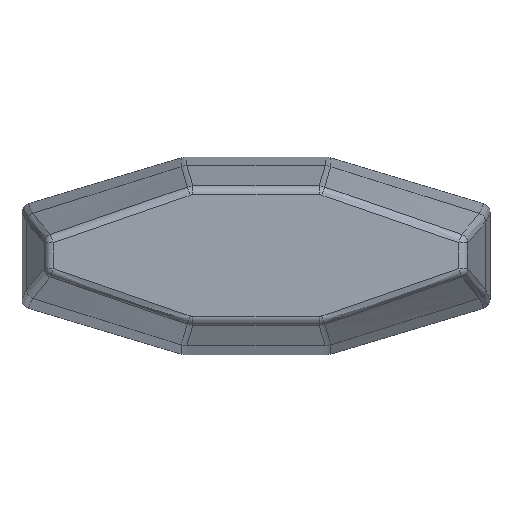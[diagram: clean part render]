
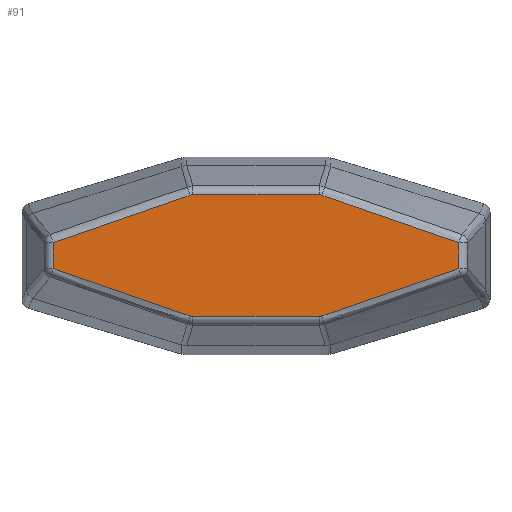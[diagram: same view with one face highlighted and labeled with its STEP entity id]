
A CAD part, top view. The second image highlights one B-rep face of the part: STEP entity #91.
In plain terms, the highlighted planar face has unit normal (0, 0, 1).
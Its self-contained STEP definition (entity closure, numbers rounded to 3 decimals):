
#91 = ADVANCED_FACE( '', ( #227 ), #228, .T. );
#227 = FACE_OUTER_BOUND( '', #485, .T. );
#228 = PLANE( '', #486 );
#485 = EDGE_LOOP( '', ( #1235, #1236, #1237, #1238, #1239, #1240, #1241, #1242, #1243, #1244, #1245, #1246 ) );
#486 = AXIS2_PLACEMENT_3D( '', #1247, #1248, #1249 );
#1235 = ORIENTED_EDGE( '', *, *, #1623, .F. );
#1236 = ORIENTED_EDGE( '', *, *, #1624, .T. );
#1237 = ORIENTED_EDGE( '', *, *, #1608, .T. );
#1238 = ORIENTED_EDGE( '', *, *, #1625, .T. );
#1239 = ORIENTED_EDGE( '', *, *, #1626, .F. );
#1240 = ORIENTED_EDGE( '', *, *, #1627, .T. );
#1241 = ORIENTED_EDGE( '', *, *, #1621, .F. );
#1242 = ORIENTED_EDGE( '', *, *, #1628, .T. );
#1243 = ORIENTED_EDGE( '', *, *, #1629, .T. );
#1244 = ORIENTED_EDGE( '', *, *, #1630, .T. );
#1245 = ORIENTED_EDGE( '', *, *, #1631, .F. );
#1246 = ORIENTED_EDGE( '', *, *, #1598, .T. );
#1247 = CARTESIAN_POINT( '', ( 0., 0., 11.5 ) );
#1248 = DIRECTION( '', ( 0., 0., 1. ) );
#1249 = DIRECTION( '', ( 1., 0., 0. ) );
#1598 = EDGE_CURVE( '', #1789, #1787, #1790, .T. );
#1608 = EDGE_CURVE( '', #1806, #1807, #1808, .T. );
#1621 = EDGE_CURVE( '', #1828, #1824, #1830, .T. );
#1623 = EDGE_CURVE( '', #1832, #1787, #1833, .T. );
#1624 = EDGE_CURVE( '', #1832, #1806, #1834, .T. );
#1625 = EDGE_CURVE( '', #1807, #1835, #1836, .T. );
#1626 = EDGE_CURVE( '', #1837, #1835, #1838, .T. );
#1627 = EDGE_CURVE( '', #1837, #1824, #1839, .T. );
#1628 = EDGE_CURVE( '', #1828, #1840, #1841, .T. );
#1629 = EDGE_CURVE( '', #1840, #1842, #1843, .T. );
#1630 = EDGE_CURVE( '', #1842, #1844, #1845, .T. );
#1631 = EDGE_CURVE( '', #1789, #1844, #1846, .T. );
#1787 = VERTEX_POINT( '', #2059 );
#1789 = VERTEX_POINT( '', #2061 );
#1790 = LINE( '', #2062, #2063 );
#1806 = VERTEX_POINT( '', #2161 );
#1807 = VERTEX_POINT( '', #2162 );
#1808 = LINE( '', #2163, #2164 );
#1824 = VERTEX_POINT( '', #2222 );
#1828 = VERTEX_POINT( '', #2235 );
#1830 = B_SPLINE_CURVE_WITH_KNOTS( '', 3, ( #2237, #2238, #2239, #2240, #2241, #2242, #2243, #2244 ), .UNSPECIFIED., .F., .F., ( 4, 2, 2, 4 ), ( 0., 0., 0., 0. ), .UNSPECIFIED. );
#1832 = VERTEX_POINT( '', #2246 );
#1833 = B_SPLINE_CURVE_WITH_KNOTS( '', 3, ( #2247, #2248, #2249, #2250, #2251, #2252, #2253, #2254 ), .UNSPECIFIED., .F., .F., ( 4, 2, 2, 4 ), ( 0., 0., 0., 0. ), .UNSPECIFIED. );
#1834 = B_SPLINE_CURVE_WITH_KNOTS( '', 3, ( #2255, #2256, #2257, #2258 ), .UNSPECIFIED., .F., .F., ( 4, 4 ), ( 0., 0.008 ), .UNSPECIFIED. );
#1835 = VERTEX_POINT( '', #2259 );
#1836 = B_SPLINE_CURVE_WITH_KNOTS( '', 3, ( #2260, #2261, #2262, #2263 ), .UNSPECIFIED., .F., .F., ( 4, 4 ), ( 0., 0.008 ), .UNSPECIFIED. );
#1837 = VERTEX_POINT( '', #2264 );
#1838 = B_SPLINE_CURVE_WITH_KNOTS( '', 3, ( #2265, #2266, #2267, #2268, #2269, #2270, #2271, #2272 ), .UNSPECIFIED., .F., .F., ( 4, 2, 2, 4 ), ( 0., 0., 0., 0. ), .UNSPECIFIED. );
#1839 = LINE( '', #2273, #2274 );
#1840 = VERTEX_POINT( '', #2275 );
#1841 = B_SPLINE_CURVE_WITH_KNOTS( '', 3, ( #2276, #2277, #2278, #2279 ), .UNSPECIFIED., .F., .F., ( 4, 4 ), ( 0., 0.008 ), .UNSPECIFIED. );
#1842 = VERTEX_POINT( '', #2280 );
#1843 = LINE( '', #2281, #2282 );
#1844 = VERTEX_POINT( '', #2283 );
#1845 = B_SPLINE_CURVE_WITH_KNOTS( '', 3, ( #2284, #2285, #2286, #2287 ), .UNSPECIFIED., .F., .F., ( 4, 4 ), ( 0., 0.008 ), .UNSPECIFIED. );
#1846 = B_SPLINE_CURVE_WITH_KNOTS( '', 3, ( #2288, #2289, #2290, #2291, #2292, #2293, #2294, #2295, #2296, #2297 ), .UNSPECIFIED., .F., .F., ( 4, 2, 2, 2, 4 ), ( 0., 0., 0., 0., 0. ), .UNSPECIFIED. );
#2059 = CARTESIAN_POINT( '', ( -3.505, 3.376, 11.5 ) );
#2061 = CARTESIAN_POINT( '', ( 3.505, 3.376, 11.5 ) );
#2062 = CARTESIAN_POINT( '', ( 0., 3.376, 11.5 ) );
#2063 = VECTOR( '', #3016, 1000. );
#2161 = CARTESIAN_POINT( '', ( -11.268, 0.721, 11.5 ) );
#2162 = CARTESIAN_POINT( '', ( -11.268, -0.721, 11.5 ) );
#2163 = CARTESIAN_POINT( '', ( -11.268, 0., 11.5 ) );
#2164 = VECTOR( '', #3020, 1000. );
#2222 = CARTESIAN_POINT( '', ( 3.505, -3.376, 11.5 ) );
#2235 = CARTESIAN_POINT( '', ( 3.666, -3.349, 11.5 ) );
#2237 = CARTESIAN_POINT( '', ( 3.666, -3.349, 11.5 ) );
#2238 = CARTESIAN_POINT( '', ( 3.653, -3.354, 11.5 ) );
#2239 = CARTESIAN_POINT( '', ( 3.64, -3.358, 11.5 ) );
#2240 = CARTESIAN_POINT( '', ( 3.613, -3.365, 11.5 ) );
#2241 = CARTESIAN_POINT( '', ( 3.6, -3.367, 11.5 ) );
#2242 = CARTESIAN_POINT( '', ( 3.559, -3.374, 11.5 ) );
#2243 = CARTESIAN_POINT( '', ( 3.532, -3.376, 11.5 ) );
#2244 = CARTESIAN_POINT( '', ( 3.505, -3.376, 11.5 ) );
#2246 = CARTESIAN_POINT( '', ( -3.666, 3.349, 11.5 ) );
#2247 = CARTESIAN_POINT( '', ( -3.666, 3.349, 11.5 ) );
#2248 = CARTESIAN_POINT( '', ( -3.653, 3.354, 11.5 ) );
#2249 = CARTESIAN_POINT( '', ( -3.64, 3.358, 11.5 ) );
#2250 = CARTESIAN_POINT( '', ( -3.613, 3.365, 11.5 ) );
#2251 = CARTESIAN_POINT( '', ( -3.6, 3.367, 11.5 ) );
#2252 = CARTESIAN_POINT( '', ( -3.559, 3.374, 11.5 ) );
#2253 = CARTESIAN_POINT( '', ( -3.532, 3.376, 11.5 ) );
#2254 = CARTESIAN_POINT( '', ( -3.505, 3.376, 11.5 ) );
#2255 = CARTESIAN_POINT( '', ( -3.666, 3.349, 11.5 ) );
#2256 = CARTESIAN_POINT( '', ( -6.2, 2.473, 11.5 ) );
#2257 = CARTESIAN_POINT( '', ( -8.734, 1.597, 11.5 ) );
#2258 = CARTESIAN_POINT( '', ( -11.268, 0.721, 11.5 ) );
#2259 = CARTESIAN_POINT( '', ( -3.666, -3.349, 11.5 ) );
#2260 = CARTESIAN_POINT( '', ( -11.268, -0.721, 11.5 ) );
#2261 = CARTESIAN_POINT( '', ( -8.734, -1.597, 11.5 ) );
#2262 = CARTESIAN_POINT( '', ( -6.2, -2.473, 11.5 ) );
#2263 = CARTESIAN_POINT( '', ( -3.666, -3.349, 11.5 ) );
#2264 = CARTESIAN_POINT( '', ( -3.505, -3.376, 11.5 ) );
#2265 = CARTESIAN_POINT( '', ( -3.505, -3.376, 11.5 ) );
#2266 = CARTESIAN_POINT( '', ( -3.518, -3.376, 11.5 ) );
#2267 = CARTESIAN_POINT( '', ( -3.532, -3.376, 11.5 ) );
#2268 = CARTESIAN_POINT( '', ( -3.559, -3.374, 11.5 ) );
#2269 = CARTESIAN_POINT( '', ( -3.573, -3.372, 11.5 ) );
#2270 = CARTESIAN_POINT( '', ( -3.613, -3.365, 11.5 ) );
#2271 = CARTESIAN_POINT( '', ( -3.64, -3.358, 11.5 ) );
#2272 = CARTESIAN_POINT( '', ( -3.666, -3.349, 11.5 ) );
#2273 = CARTESIAN_POINT( '', ( 0., -3.376, 11.5 ) );
#2274 = VECTOR( '', #3037, 1000. );
#2275 = CARTESIAN_POINT( '', ( 11.268, -0.721, 11.5 ) );
#2276 = CARTESIAN_POINT( '', ( 3.666, -3.349, 11.5 ) );
#2277 = CARTESIAN_POINT( '', ( 6.2, -2.473, 11.5 ) );
#2278 = CARTESIAN_POINT( '', ( 8.734, -1.597, 11.5 ) );
#2279 = CARTESIAN_POINT( '', ( 11.268, -0.721, 11.5 ) );
#2280 = CARTESIAN_POINT( '', ( 11.268, 0.721, 11.5 ) );
#2281 = CARTESIAN_POINT( '', ( 11.268, 0., 11.5 ) );
#2282 = VECTOR( '', #3038, 1000. );
#2283 = CARTESIAN_POINT( '', ( 3.666, 3.349, 11.5 ) );
#2284 = CARTESIAN_POINT( '', ( 11.268, 0.721, 11.5 ) );
#2285 = CARTESIAN_POINT( '', ( 8.734, 1.597, 11.5 ) );
#2286 = CARTESIAN_POINT( '', ( 6.2, 2.473, 11.5 ) );
#2287 = CARTESIAN_POINT( '', ( 3.666, 3.349, 11.5 ) );
#2288 = CARTESIAN_POINT( '', ( 3.505, 3.376, 11.5 ) );
#2289 = CARTESIAN_POINT( '', ( 3.511, 3.376, 11.5 ) );
#2290 = CARTESIAN_POINT( '', ( 3.518, 3.376, 11.5 ) );
#2291 = CARTESIAN_POINT( '', ( 3.532, 3.376, 11.5 ) );
#2292 = CARTESIAN_POINT( '', ( 3.539, 3.375, 11.5 ) );
#2293 = CARTESIAN_POINT( '', ( 3.559, 3.374, 11.5 ) );
#2294 = CARTESIAN_POINT( '', ( 3.573, 3.372, 11.5 ) );
#2295 = CARTESIAN_POINT( '', ( 3.613, 3.365, 11.5 ) );
#2296 = CARTESIAN_POINT( '', ( 3.64, 3.358, 11.5 ) );
#2297 = CARTESIAN_POINT( '', ( 3.666, 3.349, 11.5 ) );
#3016 = DIRECTION( '', ( -1., 0., 0. ) );
#3020 = DIRECTION( '', ( 0., -1., 0. ) );
#3037 = DIRECTION( '', ( 1., 0., 0. ) );
#3038 = DIRECTION( '', ( 0., 1., 0. ) );
